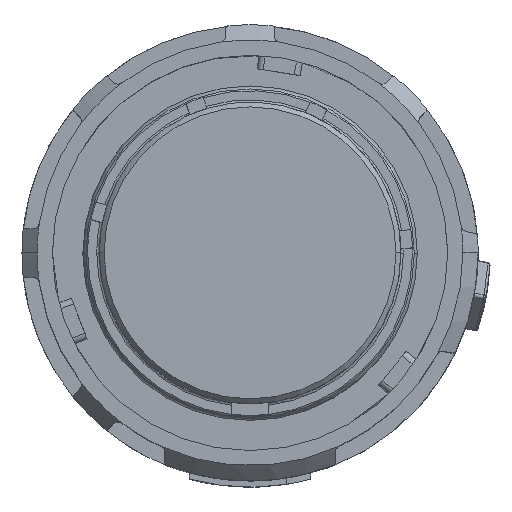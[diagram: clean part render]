
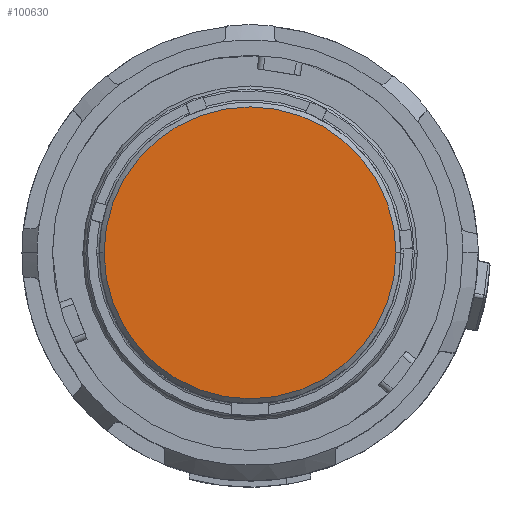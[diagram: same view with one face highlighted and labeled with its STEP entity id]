
A CAD part, top view. The second image highlights one B-rep face of the part: STEP entity #100630.
In plain terms, the highlighted planar face has unit normal (0, 0, 1).
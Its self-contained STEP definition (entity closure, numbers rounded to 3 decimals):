
#66760=CARTESIAN_POINT('',(12.,0.,28.1));
#66770=VERTEX_POINT('',#66760);
#66800=CARTESIAN_POINT('',(0.,0.,
28.1));
#66810=DIRECTION('',(0.,0.,-1.));
#66820=DIRECTION('',(1.,0.,0.));
#66830=AXIS2_PLACEMENT_3D('',#66800,#66810,#66820);
#66840=CIRCLE('',#66830,12.);
#66850=CARTESIAN_POINT('',(-12.,0.,28.1))
;
#66860=VERTEX_POINT('',#66850);
#66870=EDGE_CURVE('',#66860,#66770,#66840,.T.);
#100530=CARTESIAN_POINT('',(-2.227,6.6,28.1));
#100540=DIRECTION('',(-0.,0.,1.));
#100550=DIRECTION('',(0.,-1.,0.));
#100560=AXIS2_PLACEMENT_3D('',#100530,#100540,#100550);
#100570=PLANE('',#100560);
#100580=EDGE_CURVE('',#66770,#66860,#66840,.T.);
#100590=ORIENTED_EDGE('',*,*,#100580,.F.);
#100600=ORIENTED_EDGE('',*,*,#66870,.F.);
#100610=EDGE_LOOP('',(#100600,#100590));
#100620=FACE_OUTER_BOUND('',#100610,.T.);
#100630=ADVANCED_FACE('',(#100620),#100570,.T.);
